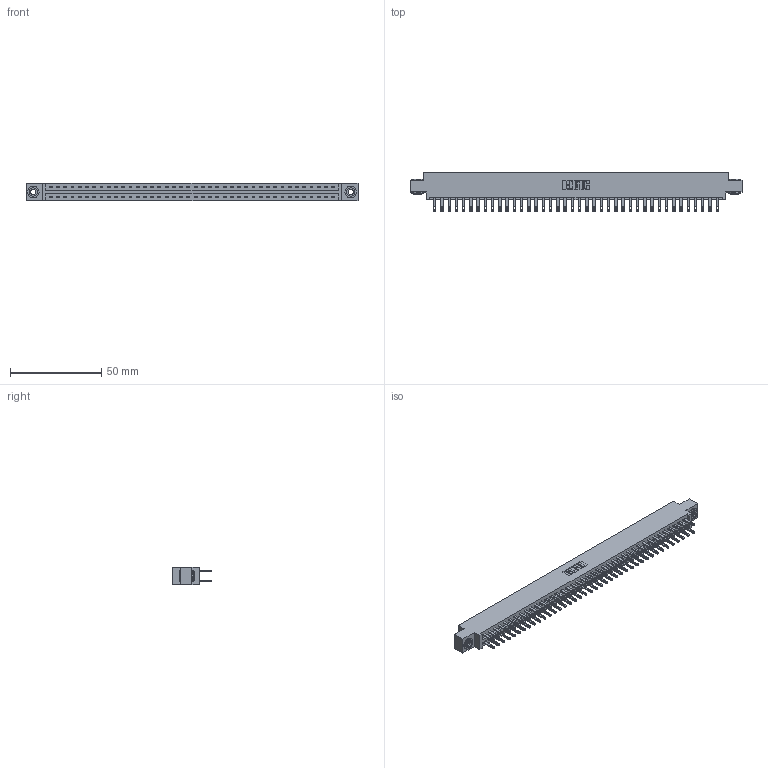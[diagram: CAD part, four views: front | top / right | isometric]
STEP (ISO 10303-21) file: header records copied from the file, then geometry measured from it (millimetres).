
FILE_DESCRIPTION (( 'STEP AP203' ), '1' );
FILE_NAME ('337-080-500-803.STEP', '2019-10-15T14:52:53', ( '' ), ( '' ), 'SwSTEP 2.0', 'SolidWorks 2016', '' );
FILE_SCHEMA (( 'CONFIG_CONTROL_DESIGN' ));
Length unit declared in the file: inch
Products named in the file (4): 345-292-001_345-293-100; 337 Part_0.170 Offset - 0.156 Dia-TH; 345-250-002_345-250-002-102; 337-080-500-803
Assembly tree (83 placements, depth 2):
  337-080-500-803
    337 Part_0.170 Offset - 0.156 Dia-TH
    345-292-001_345-293-100  x80
    345-250-002_345-250-002-102  x2
Bounding box: 181.51 x 21.85 x 9.4 mm (x, y, z)
Volume: 19248.5 mm3; surface area: 22961 mm2
Topology: 83 solids, 83 shells, 4156 faces, 12639 edges, 8422 vertices
Faces by surface type: plane 2644, cylinder 1504, cone 8
Entity records: 31984 total; most frequent: CARTESIAN_POINT 5365, ORIENTED_EDGE 5294, DIRECTION 4601, EDGE_CURVE 2647, VECTOR 2491, LINE 2491, VERTEX_POINT 1762, AXIS2_PLACEMENT_3D 1055
